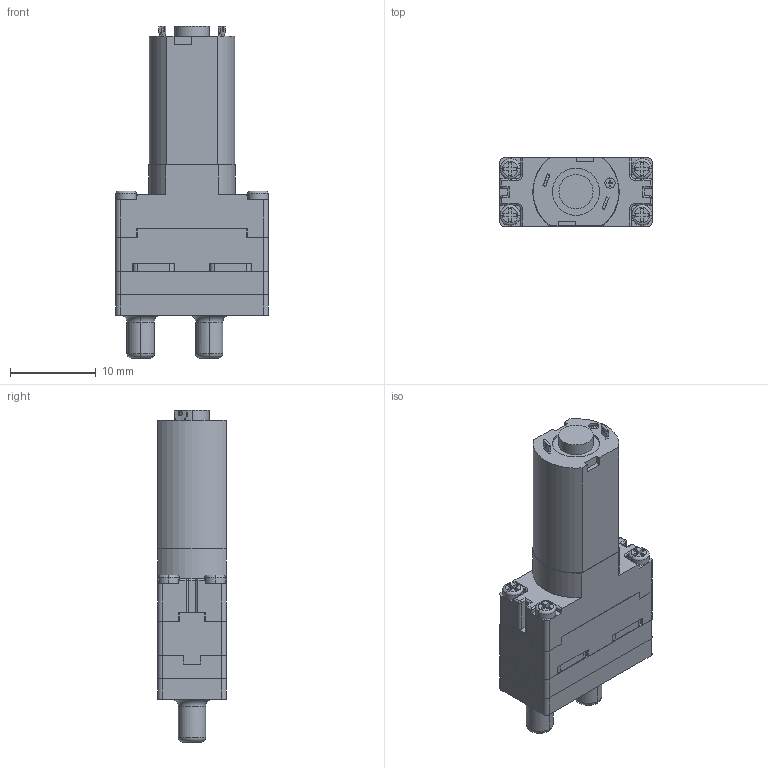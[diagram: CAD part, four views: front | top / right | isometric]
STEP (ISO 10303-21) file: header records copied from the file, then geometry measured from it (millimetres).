
FILE_DESCRIPTION((''),'2;1');
FILE_NAME('KPV08A-3A_ASM','2018-03-22T',('quept'),(''),'CREO PARAMETRIC BY PTC INC, 2014190','CREO PARAMETRIC BY PTC INC, 2014190','');
FILE_SCHEMA(('CONFIG_CONTROL_DESIGN'));
Products named in the file (31): PM08AB4_AF0_10; PM08AB6_AF0_6; PM14ASB_1; PV08ABB3-_AF0_6; PV08ARB2-1_AF0_1_1; PV08ARB2-1_AF0_1_2; PV08ARB2-1_AF0_1_3; PV08ARB2-1_AF0_1_4; PV08ARB2-1_AF0_1_5; PV08ARB2-1_AF0_1_6; PV08ARB2-1_AF0_1_ASM; PV08ARB3_AF0_8; PV08ARB3_AF1_8; PV08ABB5-1_AF0_9; PV08APN1_AF0_1; ASM0002_AF0_ASM_1_ASM; PV08ABB2_AF0_6; PV08ARB1_AF0_6; PM08CRB1_AF0_6; PV08ABB1_AF0_19; PM08CRB1_AF1_6; ASM0001_AF0_ASM_7_ASM; PM14ASB_AF0_1; PM08ASC1_1; PM12ASC1-1_AF0_1; PM12ASC1-1_AF1_1; PM12ASC1-1_AF2_1; PM12ASC1-1_AF3_1; MT1003V09_4; KPV08A-3A_ASM_12_ASM; KPV08A-3A_ASM
Assembly tree (31 placements, depth 4):
  KPV08A-3A_ASM
    KPV08A-3A_ASM_12_ASM
      PM08AB4_AF0_10
      PM08AB6_AF0_6
      PM14ASB_1
      PV08ABB3-_AF0_6
      PV08ARB2-1_AF0_1_ASM
        PV08ARB2-1_AF0_1_1
        PV08ARB2-1_AF0_1_2
        PV08ARB2-1_AF0_1_3
        PV08ARB2-1_AF0_1_4
        PV08ARB2-1_AF0_1_5
        PV08ARB2-1_AF0_1_6
      PV08ARB3_AF0_8
      PV08ARB3_AF1_8
      ASM0002_AF0_ASM_1_ASM
        PV08ABB5-1_AF0_9
        PV08APN1_AF0_1
      ASM0001_AF0_ASM_7_ASM
        PV08ABB2_AF0_6
        PV08ARB1_AF0_6
        PM08CRB1_AF0_6
        PV08ABB1_AF0_19
        PM08CRB1_AF1_6
      PM14ASB_AF0_1
      PM08ASC1_1  x2
      PM12ASC1-1_AF0_1
      PM12ASC1-1_AF1_1
      PM12ASC1-1_AF2_1
      PM12ASC1-1_AF3_1
      MT1003V09_4
Bounding box: 17.8 x 8 x 38.8 mm (x, y, z)
Volume: 2102.5 mm3; surface area: 3603.2 mm2
Topology: 20 solids, 20 shells, 1571 faces, 4934 edges, 3428 vertices
Faces by surface type: plane 586, bspline 510, cylinder 415, torus 54, sphere 4, cone 2
Entity records: 89989 total; most frequent: CARTESIAN_POINT 51260, ORIENTED_EDGE 9678, DIRECTION 5476, EDGE_CURVE 4839, VERTEX_POINT 3362, B_SPLINE_CURVE_WITH_KNOTS 2244, VECTOR 1974, LINE 1974
